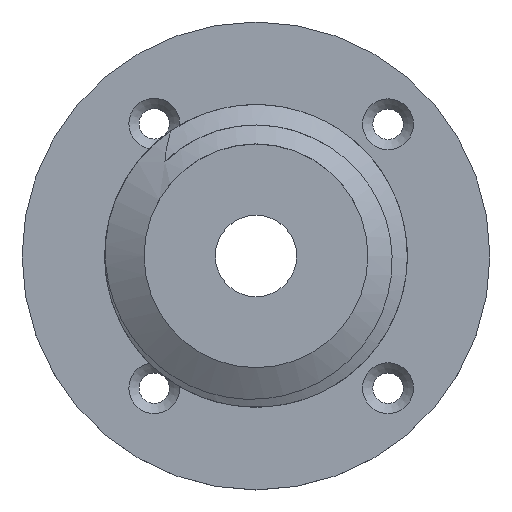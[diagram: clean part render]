
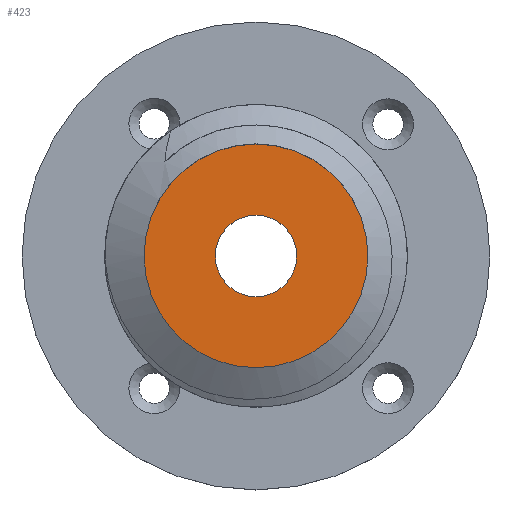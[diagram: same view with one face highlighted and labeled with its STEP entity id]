
A CAD part, top view. The second image highlights one B-rep face of the part: STEP entity #423.
In plain terms, the highlighted planar face has unit normal (0, 0, 1).
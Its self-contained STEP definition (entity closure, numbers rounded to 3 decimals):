
#21=FACE_BOUND('',#87,.T.);
#29=PLANE('',#484);
#58=FACE_OUTER_BOUND('',#86,.T.);
#86=EDGE_LOOP('',(#380));
#87=EDGE_LOOP('',(#381));
#115=CIRCLE('',#478,11.);
#116=CIRCLE('',#480,4.);
#204=VERTEX_POINT('',#1818);
#205=VERTEX_POINT('',#1822);
#262=EDGE_CURVE('',#204,#204,#115,.T.);
#263=EDGE_CURVE('',#205,#205,#116,.T.);
#380=ORIENTED_EDGE('',*,*,#262,.T.);
#381=ORIENTED_EDGE('',*,*,#263,.T.);
#423=ADVANCED_FACE('',(#58,#21),#29,.T.);
#478=AXIS2_PLACEMENT_3D('',#1820,#580,#581);
#480=AXIS2_PLACEMENT_3D('',#1823,#584,#585);
#484=AXIS2_PLACEMENT_3D('',#1831,#594,#595);
#580=DIRECTION('center_axis',(0.,0.,1.));
#581=DIRECTION('ref_axis',(1.,0.,0.));
#584=DIRECTION('center_axis',(0.,0.,-1.));
#585=DIRECTION('ref_axis',(1.,0.,0.));
#594=DIRECTION('center_axis',(0.,0.,1.));
#595=DIRECTION('ref_axis',(1.,0.,0.));
#1818=CARTESIAN_POINT('',(-11.,0.,3.));
#1820=CARTESIAN_POINT('Origin',(0.,0.,3.));
#1822=CARTESIAN_POINT('',(-4.,0.,3.));
#1823=CARTESIAN_POINT('Origin',(0.,0.,3.));
#1831=CARTESIAN_POINT('Origin',(0.,0.,3.));
